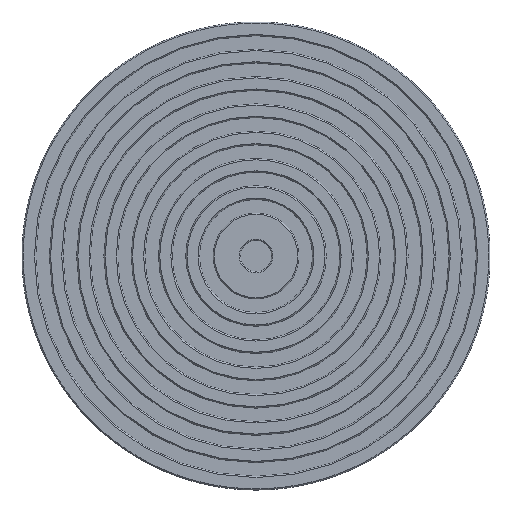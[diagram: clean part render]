
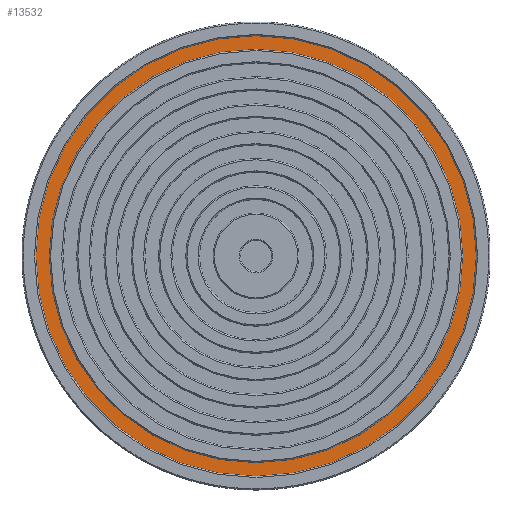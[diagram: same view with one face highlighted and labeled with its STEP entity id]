
A CAD part, top view. The second image highlights one B-rep face of the part: STEP entity #13532.
In plain terms, the highlighted planar face has unit normal (0, 0, 1).
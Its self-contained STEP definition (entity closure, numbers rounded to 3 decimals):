
#41=FACE_BOUND('',#1615,.T.);
#84=CIRCLE('',#14135,132.5);
#89=CIRCLE('',#14402,141.25);
#788=FACE_OUTER_BOUND('',#1614,.T.);
#1614=EDGE_LOOP('',(#11547));
#1615=EDGE_LOOP('',(#11548));
#6074=VERTEX_POINT('',#20270);
#6462=VERTEX_POINT('',#21570);
#7553=EDGE_CURVE('',#6074,#6074,#84,.T.);
#8203=EDGE_CURVE('',#6462,#6462,#89,.T.);
#11547=ORIENTED_EDGE('',*,*,#8203,.T.);
#11548=ORIENTED_EDGE('',*,*,#7553,.T.);
#12717=PLANE('',#14406);
#13532=ADVANCED_FACE('',(#788,#41),#12717,.T.);
#14135=AXIS2_PLACEMENT_3D('',#20272,#16505,#16506);
#14402=AXIS2_PLACEMENT_3D('',#21572,#17684,#17685);
#14406=AXIS2_PLACEMENT_3D('',#21576,#17692,#17693);
#16505=DIRECTION('center_axis',(0.,0.,-1.));
#16506=DIRECTION('ref_axis',(1.,0.,0.));
#17684=DIRECTION('center_axis',(0.,0.,1.));
#17685=DIRECTION('ref_axis',(1.,0.,0.));
#17692=DIRECTION('center_axis',(0.,0.,1.));
#17693=DIRECTION('ref_axis',(1.,0.,0.));
#20270=CARTESIAN_POINT('',(-132.5,0.,2.));
#20272=CARTESIAN_POINT('Origin',(0.,0.,2.));
#21570=CARTESIAN_POINT('',(-141.25,0.,2.));
#21572=CARTESIAN_POINT('Origin',(0.,0.,2.));
#21576=CARTESIAN_POINT('Origin',(0.,0.,
2.));
